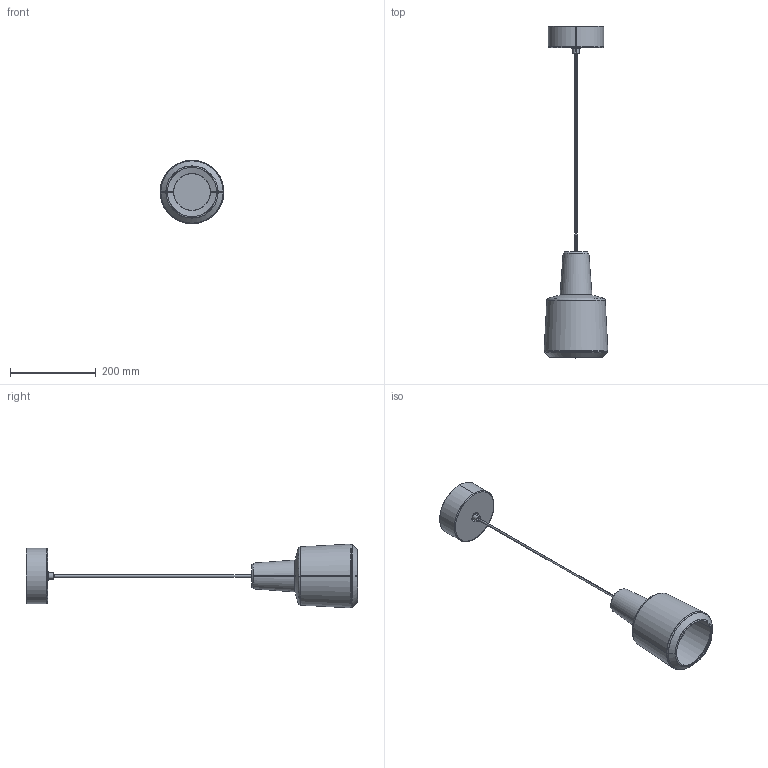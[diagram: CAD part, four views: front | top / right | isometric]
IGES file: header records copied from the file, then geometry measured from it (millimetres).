
Start section: SolidWorks IGES file using analytic representation for surfaces
Global section: file name: 00-4037 simplified.IGS; native system: SolidWorks 2016; preprocessor: SolidWorks 2016; author: rpena; date: 161121.164245; units: millimetre
Bounding box: 148.29 x 772.62 x 148.29 mm (x, y, z)
Surface area: 254325.6 mm2 (no closed solid volume)
Topology: 0 solids, 0 shells, 59 faces, 724 edges, 724 vertices
Faces by surface type: revolution 38, bspline 21
